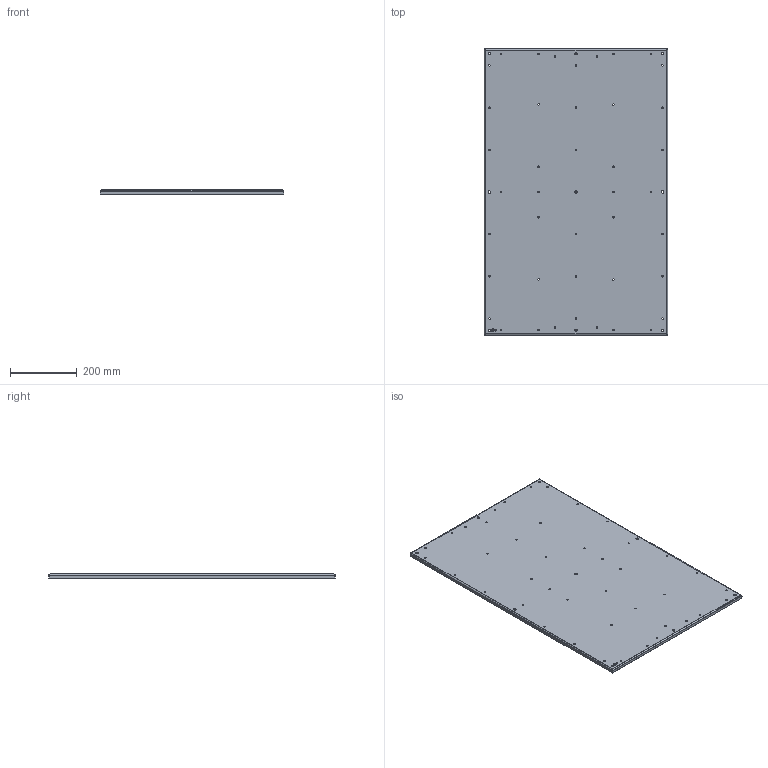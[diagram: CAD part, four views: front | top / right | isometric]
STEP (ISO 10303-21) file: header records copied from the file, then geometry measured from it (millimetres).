
FILE_DESCRIPTION(('CATIA V5R24 STEP','CAx-IF Rec.Pracs.--- Model Styling and Organization---1.2---2011-12-15'),'2;1');
FILE_NAME ('D1461577_0_2022740000_2022740000.stp','2018-02-22T07:52:05+00:00',('none'),('Weidmueller'),'CATIA Version 5-6 Release 2014 SP4 HF52','CATIA V5 STEP AP214','none');
FILE_SCHEMA(('AUTOMOTIVE_DESIGN { 1 0 10303 214 1 1 1 1 }'));
Length unit declared in the file: millimetre
Products named in the file (1): 1257760000_KTB_MOPL_9161_S2N_H
Bounding box: 549 x 859 x 12 mm (x, y, z)
Volume: 744132.9 mm3; surface area: 997794.9 mm2
Topology: 1 solids, 1 shells, 271 faces, 760 edges, 496 vertices
Faces by surface type: cylinder 220, plane 43, bspline 8
Entity records: 9591 total; most frequent: CARTESIAN_POINT 2907, ORIENTED_EDGE 1520, DIRECTION 1040, EDGE_CURVE 760, VERTEX_POINT 496, AXIS2_PLACEMENT_3D 471, EDGE_LOOP 380, VECTOR 314
